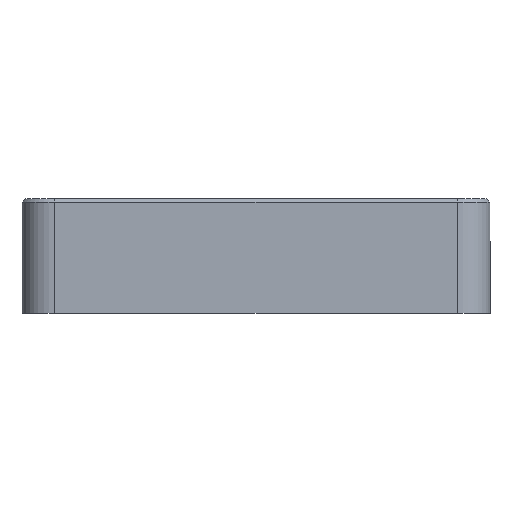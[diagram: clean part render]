
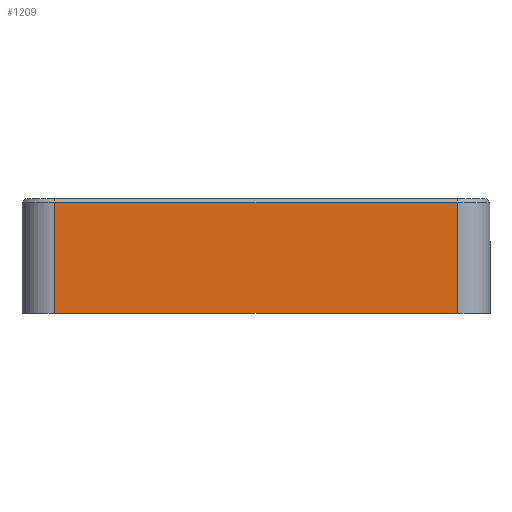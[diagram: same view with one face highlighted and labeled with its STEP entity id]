
A CAD part, left-side view. The second image highlights one B-rep face of the part: STEP entity #1209.
In plain terms, the highlighted planar face has unit normal (-1, 0, 0).
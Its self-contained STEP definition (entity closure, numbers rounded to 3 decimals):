
#81 = EDGE_CURVE ( 'NONE', #355, #1701, #768, .T. ) ;
#92 = EDGE_CURVE ( 'NONE', #1486, #1317, #1595, .T. ) ;
#125 = LINE ( 'NONE', #2076, #1774 ) ;
#133 = EDGE_CURVE ( 'NONE', #1701, #1486, #125, .T. ) ;
#295 = PLANE ( 'NONE',  #984 ) ;
#325 = DIRECTION ( 'NONE',  ( 1., 0., 0. ) ) ;
#355 = VERTEX_POINT ( 'NONE', #567 ) ;
#408 = DIRECTION ( 'NONE',  ( 0., 0., -1. ) ) ;
#471 = VECTOR ( 'NONE', #1529, 1000. ) ;
#551 = ORIENTED_EDGE ( 'NONE', *, *, #133, .T. ) ;
#564 = ORIENTED_EDGE ( 'NONE', *, *, #1424, .F. ) ;
#567 = CARTESIAN_POINT ( 'NONE',  ( -71.25, -30.8, -12.25 ) ) ;
#692 = FACE_OUTER_BOUND ( 'NONE', #1988, .T. ) ;
#768 = LINE ( 'NONE', #1709, #471 ) ;
#773 = DIRECTION ( 'NONE',  ( 0., 0., -1. ) ) ;
#822 = CARTESIAN_POINT ( 'NONE',  ( -71.25, 30.8, 4.75 ) ) ;
#861 = LINE ( 'NONE', #974, #1090 ) ;
#943 = CARTESIAN_POINT ( 'NONE',  ( -71.25, -30.8, 4.75 ) ) ;
#974 = CARTESIAN_POINT ( 'NONE',  ( -71.25, 30.8, -12.25 ) ) ;
#984 = AXIS2_PLACEMENT_3D ( 'NONE', #1786, #325, #773 ) ;
#1090 = VECTOR ( 'NONE', #1635, 1000. ) ;
#1209 = ADVANCED_FACE ( 'NONE', ( #692 ), #295, .F. ) ;
#1213 = CARTESIAN_POINT ( 'NONE',  ( -71.25, 30.8, 5.25 ) ) ;
#1317 = VERTEX_POINT ( 'NONE', #1329 ) ;
#1329 = CARTESIAN_POINT ( 'NONE',  ( -71.25, 30.8, -12.25 ) ) ;
#1392 = VECTOR ( 'NONE', #408, 1000. ) ;
#1424 = EDGE_CURVE ( 'NONE', #355, #1317, #861, .T. ) ;
#1463 = ORIENTED_EDGE ( 'NONE', *, *, #92, .T. ) ;
#1486 = VERTEX_POINT ( 'NONE', #822 ) ;
#1529 = DIRECTION ( 'NONE',  ( 0., 0., 1. ) ) ;
#1595 = LINE ( 'NONE', #1213, #1392 ) ;
#1635 = DIRECTION ( 'NONE',  ( 0., 1., 0. ) ) ;
#1701 = VERTEX_POINT ( 'NONE', #943 ) ;
#1709 = CARTESIAN_POINT ( 'NONE',  ( -71.25, -30.8, 5.25 ) ) ;
#1774 = VECTOR ( 'NONE', #2067, 1000. ) ;
#1786 = CARTESIAN_POINT ( 'NONE',  ( -71.25, -35.8, 5.25 ) ) ;
#1988 = EDGE_LOOP ( 'NONE', ( #2095, #551, #1463, #564 ) ) ;
#2067 = DIRECTION ( 'NONE',  ( 0., 1., 0. ) ) ;
#2076 = CARTESIAN_POINT ( 'NONE',  ( -71.25, 30.8, 4.75 ) ) ;
#2095 = ORIENTED_EDGE ( 'NONE', *, *, #81, .T. ) ;
